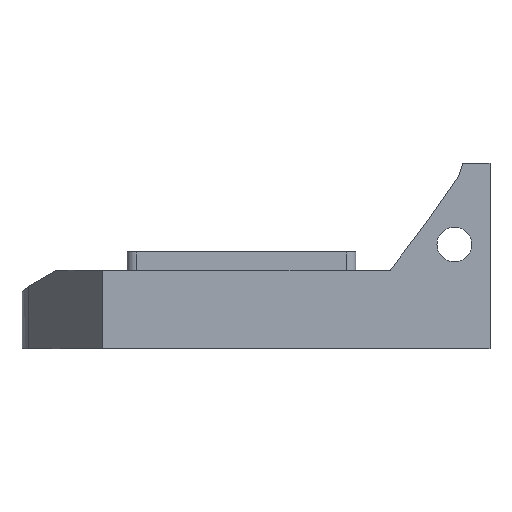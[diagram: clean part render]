
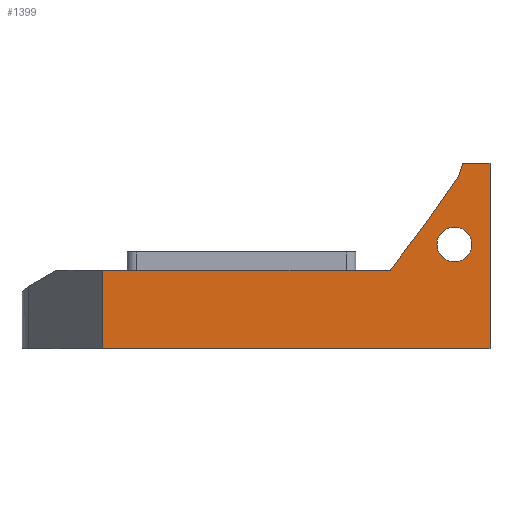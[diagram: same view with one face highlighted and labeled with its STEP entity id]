
A CAD part, front view. The second image highlights one B-rep face of the part: STEP entity #1399.
In plain terms, the highlighted planar face has unit normal (0, -1, 0).
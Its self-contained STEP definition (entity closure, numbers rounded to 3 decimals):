
#46 = VERTEX_POINT ( 'NONE', #2766 ) ;
#127 = ORIENTED_EDGE ( 'NONE', *, *, #998, .F. ) ;
#174 = EDGE_LOOP ( 'NONE', ( #127, #928 ) ) ;
#180 = VECTOR ( 'NONE', #445, 1000. ) ;
#254 = CARTESIAN_POINT ( 'NONE',  ( 23.266, -37.75, 11.42 ) ) ;
#273 = ORIENTED_EDGE ( 'NONE', *, *, #1718, .F. ) ;
#283 = DIRECTION ( 'NONE',  ( -1., 0., 0. ) ) ;
#339 = DIRECTION ( 'NONE',  ( 0.602, 0., 0.799 ) ) ;
#345 = EDGE_CURVE ( 'NONE', #46, #3071, #646, .T. ) ;
#352 = ORIENTED_EDGE ( 'NONE', *, *, #2388, .T. ) ;
#362 = DIRECTION ( 'NONE',  ( -0.571, 0., -0.821 ) ) ;
#410 = CARTESIAN_POINT ( 'NONE',  ( 27.166, -37.75, 0. ) ) ;
#432 = VERTEX_POINT ( 'NONE', #2187 ) ;
#445 = DIRECTION ( 'NONE',  ( -1., 0., 0. ) ) ;
#507 = AXIS2_PLACEMENT_3D ( 'NONE', #1700, #1150, #3204 ) ;
#559 = DIRECTION ( 'NONE',  ( 0., 0., 1. ) ) ;
#639 = VECTOR ( 'NONE', #2180, 1000. ) ;
#646 = LINE ( 'NONE', #2996, #1490 ) ;
#671 = DIRECTION ( 'NONE',  ( -1., 0., 0. ) ) ;
#711 = ORIENTED_EDGE ( 'NONE', *, *, #2267, .T. ) ;
#712 = CARTESIAN_POINT ( 'NONE',  ( -15.19, -37.75, 8.6 ) ) ;
#753 = LINE ( 'NONE', #712, #2058 ) ;
#754 = VECTOR ( 'NONE', #559, 1000. ) ;
#762 = EDGE_CURVE ( 'NONE', #2507, #3433, #3352, .T. ) ;
#793 = VERTEX_POINT ( 'NONE', #410 ) ;
#844 = EDGE_CURVE ( 'NONE', #46, #3490, #1897, .T. ) ;
#882 = AXIS2_PLACEMENT_3D ( 'NONE', #254, #1109, #3509 ) ;
#928 = ORIENTED_EDGE ( 'NONE', *, *, #1933, .F. ) ;
#959 = LINE ( 'NONE', #1820, #1569 ) ;
#980 = LINE ( 'NONE', #3600, #639 ) ;
#998 = EDGE_CURVE ( 'NONE', #2979, #432, #3798, .T. ) ;
#1109 = DIRECTION ( 'NONE',  ( 0., -1., 0. ) ) ;
#1150 = DIRECTION ( 'NONE',  ( 0., 1., 0. ) ) ;
#1369 = VERTEX_POINT ( 'NONE', #2356 ) ;
#1399 = ADVANCED_FACE ( 'NONE', ( #3788, #2032 ), #2938, .F. ) ;
#1455 = VERTEX_POINT ( 'NONE', #1847 ) ;
#1490 = VECTOR ( 'NONE', #339, 1000. ) ;
#1567 = CIRCLE ( 'NONE', #882, 1.9 ) ;
#1569 = VECTOR ( 'NONE', #671, 1000. ) ;
#1610 = CARTESIAN_POINT ( 'NONE',  ( -15.19, -37.75, 8.6 ) ) ;
#1655 = CARTESIAN_POINT ( 'NONE',  ( 20.116, -37.75, 13.72 ) ) ;
#1700 = CARTESIAN_POINT ( 'NONE',  ( 0., -37.75, 0. ) ) ;
#1718 = EDGE_CURVE ( 'NONE', #1369, #3490, #753, .T. ) ;
#1820 = CARTESIAN_POINT ( 'NONE',  ( 24.277, -37.75, 20.32 ) ) ;
#1847 = CARTESIAN_POINT ( 'NONE',  ( 27.166, -37.75, 20.32 ) ) ;
#1849 = ORIENTED_EDGE ( 'NONE', *, *, #2408, .T. ) ;
#1856 = CARTESIAN_POINT ( 'NONE',  ( 24.177, -37.75, 20.32 ) ) ;
#1888 = CARTESIAN_POINT ( 'NONE',  ( 25.166, -37.75, 11.42 ) ) ;
#1897 = LINE ( 'NONE', #1937, #180 ) ;
#1903 = DIRECTION ( 'NONE',  ( 0., 0., 1. ) ) ;
#1933 = EDGE_CURVE ( 'NONE', #432, #2979, #1567, .T. ) ;
#1937 = CARTESIAN_POINT ( 'NONE',  ( 0., -37.75, 8.6 ) ) ;
#2032 = FACE_BOUND ( 'NONE', #174, .T. ) ;
#2056 = CARTESIAN_POINT ( 'NONE',  ( 27.166, -37.75, -13.678 ) ) ;
#2058 = VECTOR ( 'NONE', #1903, 1000. ) ;
#2095 = EDGE_CURVE ( 'NONE', #793, #1369, #980, .T. ) ;
#2180 = DIRECTION ( 'NONE',  ( -1., 0., 0. ) ) ;
#2187 = CARTESIAN_POINT ( 'NONE',  ( 21.366, -37.75, 11.42 ) ) ;
#2205 = ORIENTED_EDGE ( 'NONE', *, *, #2095, .F. ) ;
#2267 = EDGE_CURVE ( 'NONE', #793, #1455, #2664, .T. ) ;
#2356 = CARTESIAN_POINT ( 'NONE',  ( -15.19, -37.75, 0. ) ) ;
#2388 = EDGE_CURVE ( 'NONE', #1455, #2507, #959, .T. ) ;
#2408 = EDGE_CURVE ( 'NONE', #3433, #3071, #2707, .T. ) ;
#2507 = VERTEX_POINT ( 'NONE', #3841 ) ;
#2612 = VECTOR ( 'NONE', #2709, 1000. ) ;
#2664 = LINE ( 'NONE', #2056, #754 ) ;
#2707 = LINE ( 'NONE', #3036, #3294 ) ;
#2709 = DIRECTION ( 'NONE',  ( -0.31, 0., -0.951 ) ) ;
#2766 = CARTESIAN_POINT ( 'NONE',  ( 16.258, -37.75, 8.6 ) ) ;
#2867 = AXIS2_PLACEMENT_3D ( 'NONE', #3553, #3793, #283 ) ;
#2938 = PLANE ( 'NONE',  #507 ) ;
#2979 = VERTEX_POINT ( 'NONE', #1888 ) ;
#2996 = CARTESIAN_POINT ( 'NONE',  ( 6.236, -37.75, -4.699 ) ) ;
#3036 = CARTESIAN_POINT ( 'NONE',  ( 20.116, -37.75, 13.72 ) ) ;
#3071 = VERTEX_POINT ( 'NONE', #1655 ) ;
#3204 = DIRECTION ( 'NONE',  ( -1., 0., 0. ) ) ;
#3224 = EDGE_LOOP ( 'NONE', ( #711, #352, #3465, #1849, #3691, #3559, #273, #2205 ) ) ;
#3294 = VECTOR ( 'NONE', #362, 1000. ) ;
#3352 = LINE ( 'NONE', #1856, #2612 ) ;
#3356 = CARTESIAN_POINT ( 'NONE',  ( 23.713, -37.75, 18.897 ) ) ;
#3433 = VERTEX_POINT ( 'NONE', #3356 ) ;
#3465 = ORIENTED_EDGE ( 'NONE', *, *, #762, .T. ) ;
#3490 = VERTEX_POINT ( 'NONE', #1610 ) ;
#3509 = DIRECTION ( 'NONE',  ( -1., 0., 0. ) ) ;
#3553 = CARTESIAN_POINT ( 'NONE',  ( 23.266, -37.75, 11.42 ) ) ;
#3559 = ORIENTED_EDGE ( 'NONE', *, *, #844, .T. ) ;
#3600 = CARTESIAN_POINT ( 'NONE',  ( 0., -37.75, 0. ) ) ;
#3691 = ORIENTED_EDGE ( 'NONE', *, *, #345, .F. ) ;
#3788 = FACE_OUTER_BOUND ( 'NONE', #3224, .T. ) ;
#3793 = DIRECTION ( 'NONE',  ( 0., -1., 0. ) ) ;
#3798 = CIRCLE ( 'NONE', #2867, 1.9 ) ;
#3841 = CARTESIAN_POINT ( 'NONE',  ( 24.177, -37.75, 20.32 ) ) ;
